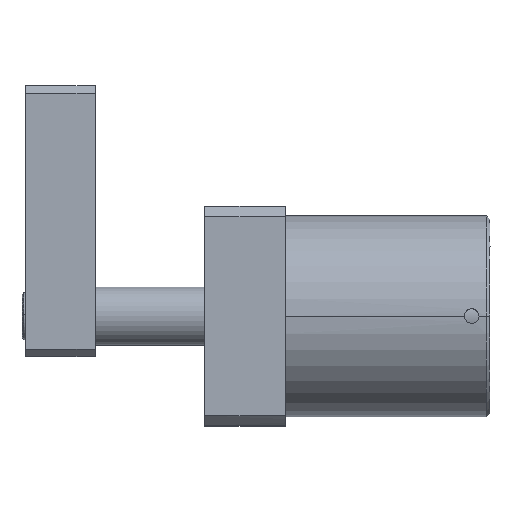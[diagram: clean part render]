
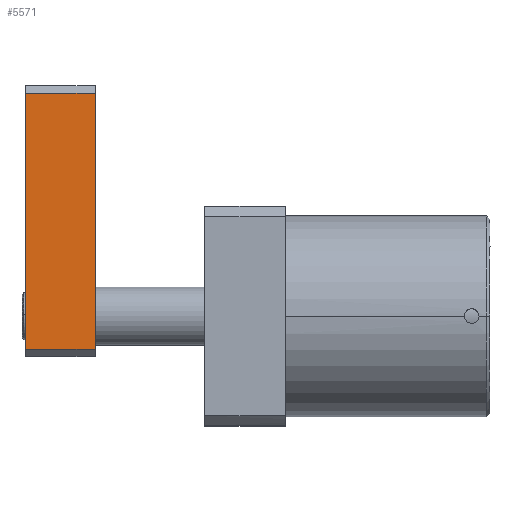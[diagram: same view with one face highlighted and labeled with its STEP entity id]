
A CAD part, top view. The second image highlights one B-rep face of the part: STEP entity #5571.
In plain terms, the highlighted face is planar.
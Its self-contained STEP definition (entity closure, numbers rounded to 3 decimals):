
#415 = CARTESIAN_POINT ( 'NONE',  ( -72., 19., 19. ) ) ;
#2016 = VERTEX_POINT ( 'NONE', #4904 ) ;
#3082 = CARTESIAN_POINT ( 'NONE',  ( -2., 19., 19. ) ) ;
#4904 = CARTESIAN_POINT ( 'NONE',  ( -2., 19., 19. ) ) ;
#5571 = ADVANCED_FACE ( 'NONE', ( #50116 ), #46954, .F. ) ;
#6987 = DIRECTION ( 'NONE',  ( 0., 0., -1. ) ) ;
#7506 = EDGE_CURVE ( 'NONE', #15696, #47231, #32500, .T. ) ;
#8220 = DIRECTION ( 'NONE',  ( 0., -1., 0. ) ) ;
#8307 = DIRECTION ( 'NONE',  ( 0., 0., -1. ) ) ;
#8883 = VECTOR ( 'NONE', #27373, 1000. ) ;
#9048 = EDGE_LOOP ( 'NONE', ( #40171, #37471, #29466, #44946 ) ) ;
#9236 = CARTESIAN_POINT ( 'NONE',  ( -72., 19., 0. ) ) ;
#9578 = LINE ( 'NONE', #3082, #30276 ) ;
#11918 = CARTESIAN_POINT ( 'NONE',  ( 0., 19., 19. ) ) ;
#12042 = AXIS2_PLACEMENT_3D ( 'NONE', #415, #8220, #35442 ) ;
#13893 = EDGE_CURVE ( 'NONE', #40328, #2016, #48987, .T. ) ;
#15696 = VERTEX_POINT ( 'NONE', #9236 ) ;
#18187 = EDGE_CURVE ( 'NONE', #2016, #47231, #9578, .T. ) ;
#27373 = DIRECTION ( 'NONE',  ( 1., 0., 0. ) ) ;
#28944 = LINE ( 'NONE', #39418, #39320 ) ;
#29466 = ORIENTED_EDGE ( 'NONE', *, *, #7506, .F. ) ;
#30276 = VECTOR ( 'NONE', #6987, 1000. ) ;
#32500 = LINE ( 'NONE', #46993, #33729 ) ;
#33729 = VECTOR ( 'NONE', #35479, 1000. ) ;
#35442 = DIRECTION ( 'NONE',  ( 0., 0., -1. ) ) ;
#35479 = DIRECTION ( 'NONE',  ( 1., 0., 0. ) ) ;
#36528 = CARTESIAN_POINT ( 'NONE',  ( -2., 19., 0. ) ) ;
#37471 = ORIENTED_EDGE ( 'NONE', *, *, #18187, .T. ) ;
#39320 = VECTOR ( 'NONE', #8307, 1000. ) ;
#39418 = CARTESIAN_POINT ( 'NONE',  ( -72., 19., 19. ) ) ;
#40171 = ORIENTED_EDGE ( 'NONE', *, *, #13893, .T. ) ;
#40328 = VERTEX_POINT ( 'NONE', #50294 ) ;
#43205 = EDGE_CURVE ( 'NONE', #40328, #15696, #28944, .T. ) ;
#44946 = ORIENTED_EDGE ( 'NONE', *, *, #43205, .F. ) ;
#46954 = PLANE ( 'NONE',  #12042 ) ;
#46993 = CARTESIAN_POINT ( 'NONE',  ( 0., 19., 0. ) ) ;
#47231 = VERTEX_POINT ( 'NONE', #36528 ) ;
#48987 = LINE ( 'NONE', #11918, #8883 ) ;
#50116 = FACE_OUTER_BOUND ( 'NONE', #9048, .T. ) ;
#50294 = CARTESIAN_POINT ( 'NONE',  ( -72., 19., 19. ) ) ;
